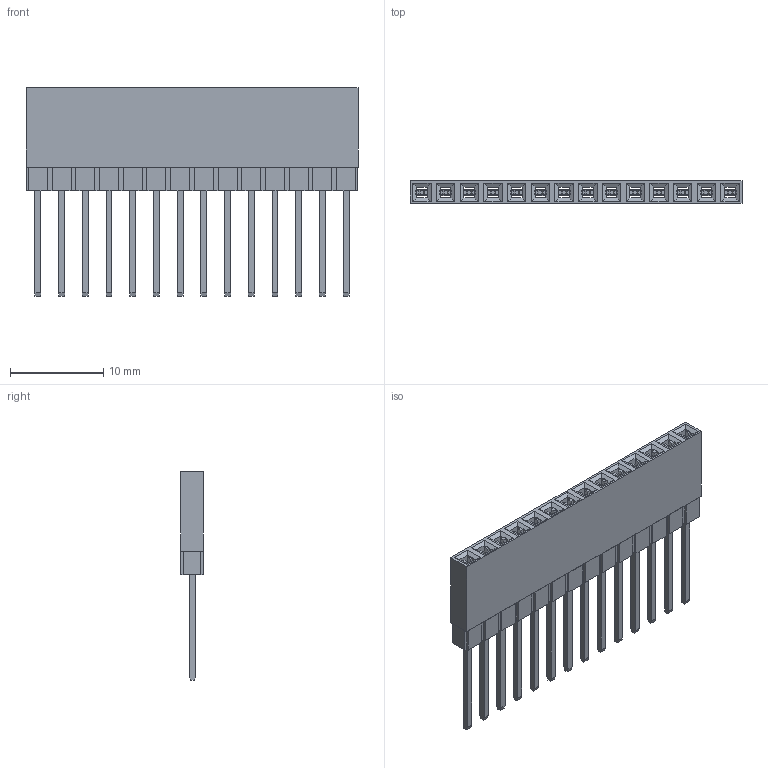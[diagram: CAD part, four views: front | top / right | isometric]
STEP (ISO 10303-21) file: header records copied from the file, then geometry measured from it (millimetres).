
FILE_DESCRIPTION(/* description */ (''),/* implementation_level */ '2;1');
FILE_NAME(/* name */ 'Hdr Con Female Stackable.step',/* time_stamp */ '2018-12-28T16:00:40-06:00',/* author */ ('tomservo63'),/* organization */ (''),/* preprocessor_version */ 'ST-DEVELOPER v17.2',/* originating_system */ 'Autodesk Translation Framework v7.6.0.251',/* authorisation */ '');
FILE_SCHEMA (('AUTOMOTIVE_DESIGN { 1 0 10303 214 3 1 1 }'));
Length unit declared in the file: inch
Products named in the file (4): Hdr Con Female Stackable; Component1; Component2; Component3
Assembly tree (3 placements, depth 2):
  Hdr Con Female Stackable
    Component1
    Component2
    Component3
Bounding box: 35.56 x 2.41 x 22.35 mm (x, y, z)
Volume: 869.8 mm3; surface area: 2783.4 mm2
Topology: 16 solids, 16 shells, 642 faces, 1732 edges, 1136 vertices
Faces by surface type: plane 642
Entity records: 19853 total; most frequent: CARTESIAN_POINT 3517, ORIENTED_EDGE 3464, DIRECTION 3030, LINE 1732, VECTOR 1732, EDGE_CURVE 1732, VERTEX_POINT 1136, EDGE_LOOP 712
